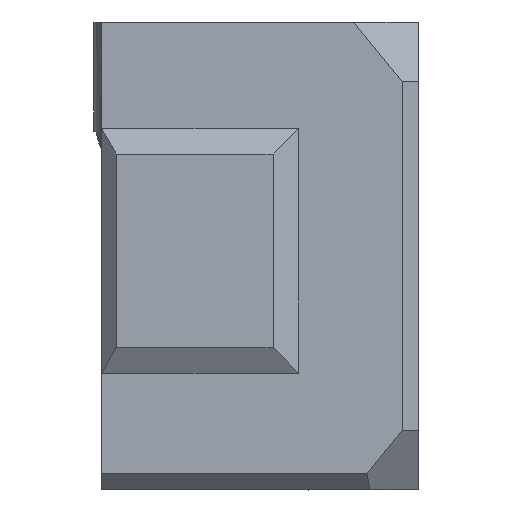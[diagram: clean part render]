
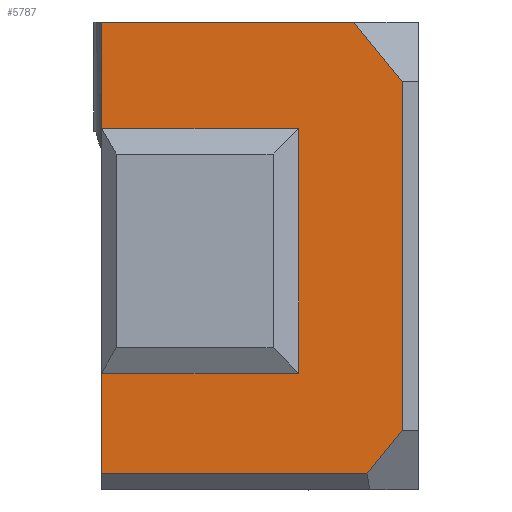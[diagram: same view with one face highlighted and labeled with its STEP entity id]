
A CAD part, top view. The second image highlights one B-rep face of the part: STEP entity #5787.
In plain terms, the highlighted planar face has unit normal (0, 0, 1).
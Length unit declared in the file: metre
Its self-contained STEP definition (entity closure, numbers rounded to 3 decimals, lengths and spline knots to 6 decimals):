
#141=LINE('',#7919,#813);
#143=LINE('',#7923,#815);
#512=LINE('',#9032,#1184);
#644=LINE('',#9393,#1316);
#645=LINE('',#9395,#1317);
#650=LINE('',#9404,#1322);
#669=LINE('',#9468,#1341);
#670=LINE('',#9470,#1342);
#671=LINE('',#9472,#1343);
#672=LINE('',#9474,#1344);
#813=VECTOR('',#6348,1.);
#815=VECTOR('',#6350,1.);
#1184=VECTOR('',#7169,1.);
#1316=VECTOR('',#7513,1.);
#1317=VECTOR('',#7516,1.);
#1322=VECTOR('',#7523,1.);
#1341=VECTOR('',#7588,1.);
#1342=VECTOR('',#7589,1.);
#1343=VECTOR('',#7590,1.);
#1344=VECTOR('',#7591,1.);
#1661=PLANE('',#6238);
#3130=ORIENTED_EDGE('',*,*,#4127,.T.);
#3131=ORIENTED_EDGE('',*,*,#4128,.F.);
#3132=ORIENTED_EDGE('',*,*,#4129,.T.);
#3133=ORIENTED_EDGE('',*,*,#4130,.F.);
#3134=ORIENTED_EDGE('',*,*,#3925,.T.);
#3135=ORIENTED_EDGE('',*,*,#3465,.T.);
#3136=ORIENTED_EDGE('',*,*,#4094,.F.);
#3137=ORIENTED_EDGE('',*,*,#4100,.F.);
#3138=ORIENTED_EDGE('',*,*,#4095,.F.);
#3139=ORIENTED_EDGE('',*,*,#3463,.T.);
#3463=EDGE_CURVE('',#4279,#4278,#141,.T.);
#3465=EDGE_CURVE('',#4281,#4280,#143,.T.);
#3925=EDGE_CURVE('',#4589,#4281,#512,.T.);
#4094=EDGE_CURVE('',#4689,#4280,#644,.T.);
#4095=EDGE_CURVE('',#4279,#4690,#645,.T.);
#4100=EDGE_CURVE('',#4690,#4689,#650,.T.);
#4127=EDGE_CURVE('',#4278,#4707,#669,.T.);
#4128=EDGE_CURVE('',#4708,#4707,#670,.T.);
#4129=EDGE_CURVE('',#4708,#4709,#671,.T.);
#4130=EDGE_CURVE('',#4589,#4709,#672,.T.);
#4278=VERTEX_POINT('',#7918);
#4279=VERTEX_POINT('',#7920);
#4280=VERTEX_POINT('',#7922);
#4281=VERTEX_POINT('',#7924);
#4589=VERTEX_POINT('',#9027);
#4689=VERTEX_POINT('',#9392);
#4690=VERTEX_POINT('',#9396);
#4707=VERTEX_POINT('',#9469);
#4708=VERTEX_POINT('',#9471);
#4709=VERTEX_POINT('',#9473);
#5098=EDGE_LOOP('',(#3130,#3131,#3132,#3133,#3134,#3135,#3136,#3137,#3138,
#3139));
#5454=FACE_BOUND('',#5098,.T.);
#5787=ADVANCED_FACE('',(#5454),#1661,.T.);
#6238=AXIS2_PLACEMENT_3D('',#9467,#7586,#7587);
#6348=DIRECTION('',(0.,-1.,0.));
#6350=DIRECTION('',(0.,-1.,0.));
#7169=DIRECTION('',(-1.,0.,0.));
#7513=DIRECTION('',(-1.,0.,0.));
#7516=DIRECTION('',(1.,0.,0.));
#7523=DIRECTION('',(0.,1.,0.));
#7586=DIRECTION('',(0.,0.,1.));
#7587=DIRECTION('',(-1.,0.,0.));
#7588=DIRECTION('',(1.,0.,0.));
#7589=DIRECTION('',(-0.632,-0.775,0.));
#7590=DIRECTION('',(0.,1.,0.));
#7591=DIRECTION('',(0.632,-0.775,0.));
#7918=CARTESIAN_POINT('',(0.313685,0.17091,0.36629));
#7919=CARTESIAN_POINT('',(0.313685,0.22691,0.36629));
#7920=CARTESIAN_POINT('',(0.313685,0.18334,0.36629));
#7922=CARTESIAN_POINT('',(0.313685,0.21369,0.36629));
#7923=CARTESIAN_POINT('',(0.313685,0.22691,0.36629));
#7924=CARTESIAN_POINT('',(0.313685,0.22691,0.36629));
#9027=CARTESIAN_POINT('',(0.344975,0.22691,0.36629));
#9032=CARTESIAN_POINT('',(0.352975,0.22691,0.36629));
#9392=CARTESIAN_POINT('',(0.338121,0.21369,0.36629));
#9393=CARTESIAN_POINT('',(0.339439,0.21369,0.36629));
#9395=CARTESIAN_POINT('',(0.339439,0.18334,0.36629));
#9396=CARTESIAN_POINT('',(0.338121,0.18334,0.36629));
#9404=CARTESIAN_POINT('',(0.338121,0.205125,0.36629));
#9467=CARTESIAN_POINT('',(0.352975,0.22691,0.36629));
#9468=CARTESIAN_POINT('',(0.343153,0.17091,0.36629));
#9469=CARTESIAN_POINT('',(0.346608,0.17091,0.36629));
#9470=CARTESIAN_POINT('',(0.364103,0.192337,0.36629));
#9471=CARTESIAN_POINT('',(0.350975,0.176258,0.36629));
#9472=CARTESIAN_POINT('',(0.350975,0.22691,0.36629));
#9473=CARTESIAN_POINT('',(0.350975,0.219562,0.36629));
#9474=CARTESIAN_POINT('',(0.349496,0.221373,0.36629));
